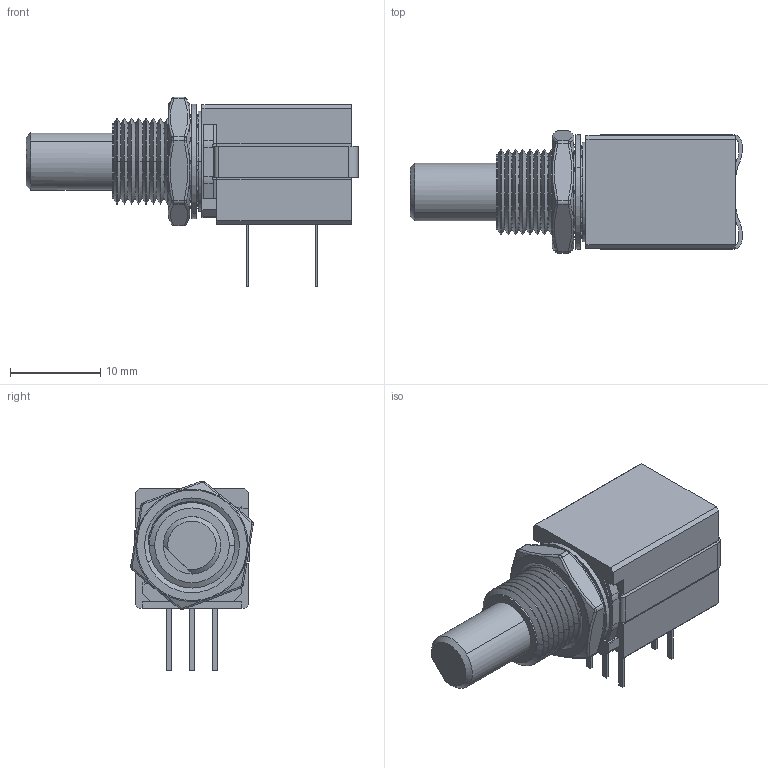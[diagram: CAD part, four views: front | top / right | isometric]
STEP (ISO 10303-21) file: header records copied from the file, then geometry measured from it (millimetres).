
FILE_DESCRIPTION((''),'2;1');
FILE_NAME('TRIM_BOURNS_56AAD-C24.stp','2012-10-11T14:16:33',(''),(''),'Mechanical Desktop 2011','Mechanical Desktop 2011',', , ');
FILE_SCHEMA(('AUTOMOTIVE_DESIGN { 1 2 10303 214 1 1 1 1 }'));
Length unit declared in the file: millimetre
Products named in the file (1): Product
Bounding box: 36.7 x 13.54 x 20.99 mm (x, y, z)
Volume: 4006 mm3; surface area: 6246.8 mm2
Topology: 41 solids, 41 shells, 494 faces, 1192 edges, 781 vertices
Faces by surface type: plane 204, bspline 126, cylinder 103, cone 57, torus 4
Full cylindrical faces by diameter (mm): 8.636 x1
Entity records: 18009 total; most frequent: CARTESIAN_POINT 7070, ORIENTED_EDGE 2384, DIRECTION 1974, EDGE_CURVE 1192, VERTEX_POINT 781, AXIS2_PLACEMENT_3D 660, VECTOR 654, LINE 654
